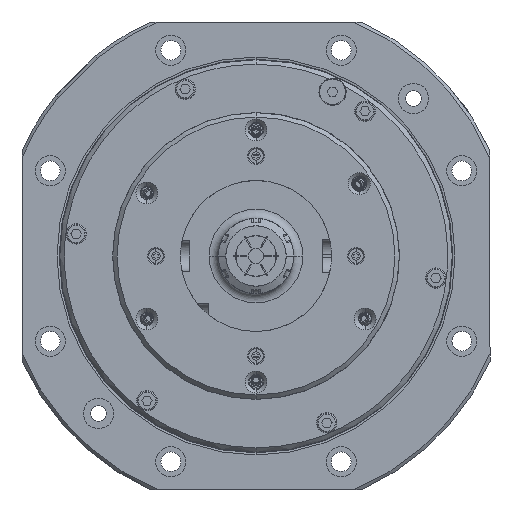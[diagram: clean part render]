
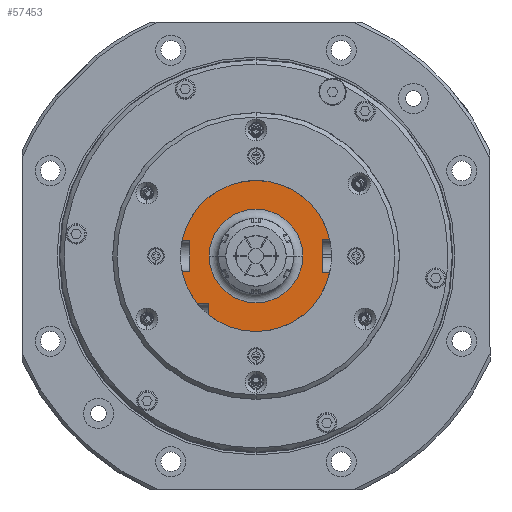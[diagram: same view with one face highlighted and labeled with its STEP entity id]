
A CAD part, left-side view. The second image highlights one B-rep face of the part: STEP entity #57453.
In plain terms, the highlighted planar face has unit normal (-1, 0, 0).
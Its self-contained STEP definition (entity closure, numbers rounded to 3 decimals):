
#281 = CARTESIAN_POINT ( 'NONE',  ( -29., 50.001, -10. ) ) ;
#298 = CIRCLE ( 'NONE', #48744, 50. ) ;
#764 = VERTEX_POINT ( 'NONE', #54162 ) ;
#1112 = EDGE_CURVE ( 'NONE', #10592, #23554, #26720, .T. ) ;
#1160 = VECTOR ( 'NONE', #4155, 1000. ) ;
#1429 = VERTEX_POINT ( 'NONE', #19741 ) ;
#1831 = CARTESIAN_POINT ( 'NONE',  ( -29., 0., 0. ) ) ;
#2901 = ORIENTED_EDGE ( 'NONE', *, *, #8725, .F. ) ;
#3730 = VERTEX_POINT ( 'NONE', #8615 ) ;
#4155 = DIRECTION ( 'NONE',  ( 0., 0., -1. ) ) ;
#5218 = LINE ( 'NONE', #5668, #1160 ) ;
#5668 = CARTESIAN_POINT ( 'NONE',  ( -29., 31.5, -42.5 ) ) ;
#7890 = LINE ( 'NONE', #8975, #25938 ) ;
#8084 = VECTOR ( 'NONE', #11326, 1000. ) ;
#8615 = CARTESIAN_POINT ( 'NONE',  ( -29., 44., 10. ) ) ;
#8725 = EDGE_CURVE ( 'NONE', #23597, #764, #59192, .T. ) ;
#8758 = AXIS2_PLACEMENT_3D ( 'NONE', #41229, #44992, #57417 ) ;
#8975 = CARTESIAN_POINT ( 'NONE',  ( -29., 44., 10. ) ) ;
#9620 = CARTESIAN_POINT ( 'NONE',  ( -29., -48.775, -11. ) ) ;
#9663 = CIRCLE ( 'NONE', #21745, 50. ) ;
#9701 = EDGE_CURVE ( 'NONE', #49046, #17034, #47220, .T. ) ;
#9726 = CARTESIAN_POINT ( 'NONE',  ( -29., 31., 0. ) ) ;
#10230 = CARTESIAN_POINT ( 'NONE',  ( -29., 50.001, -31.5 ) ) ;
#10592 = VERTEX_POINT ( 'NONE', #52366 ) ;
#10862 = ORIENTED_EDGE ( 'NONE', *, *, #52209, .F. ) ;
#11326 = DIRECTION ( 'NONE',  ( 0., -1., 0. ) ) ;
#11695 = EDGE_CURVE ( 'NONE', #1429, #23597, #298, .T. ) ;
#11713 = CARTESIAN_POINT ( 'NONE',  ( -29., -44., 11. ) ) ;
#12799 = AXIS2_PLACEMENT_3D ( 'NONE', #45899, #13777, #41255 ) ;
#13600 = DIRECTION ( 'NONE',  ( 0., -1., 0. ) ) ;
#13777 = DIRECTION ( 'NONE',  ( 1., 0., 0. ) ) ;
#14066 = CARTESIAN_POINT ( 'NONE',  ( -29., 48.99, -10. ) ) ;
#14537 = ORIENTED_EDGE ( 'NONE', *, *, #11695, .F. ) ;
#14955 = PLANE ( 'NONE',  #46500 ) ;
#15928 = CIRCLE ( 'NONE', #49304, 31. ) ;
#16303 = DIRECTION ( 'NONE',  ( 1., 0., 0. ) ) ;
#16491 = CARTESIAN_POINT ( 'NONE',  ( -29., 0., 0. ) ) ;
#16594 = EDGE_CURVE ( 'NONE', #53694, #3730, #40501, .T. ) ;
#17034 = VERTEX_POINT ( 'NONE', #23199 ) ;
#17132 = VECTOR ( 'NONE', #55713, 1000. ) ;
#17698 = DIRECTION ( 'NONE',  ( 0., -1., 0. ) ) ;
#17822 = DIRECTION ( 'NONE',  ( 0., 0., -1. ) ) ;
#19371 = VERTEX_POINT ( 'NONE', #21044 ) ;
#19608 = EDGE_CURVE ( 'NONE', #53694, #35209, #9663, .T. ) ;
#19740 = CARTESIAN_POINT ( 'NONE',  ( -29., 31.5, -31.5 ) ) ;
#19741 = CARTESIAN_POINT ( 'NONE',  ( -29., 38.83, -31.5 ) ) ;
#21044 = CARTESIAN_POINT ( 'NONE',  ( -29., -44., 11. ) ) ;
#21745 = AXIS2_PLACEMENT_3D ( 'NONE', #1831, #33967, #50526 ) ;
#22282 = DIRECTION ( 'NONE',  ( 1., 0., 0. ) ) ;
#23199 = CARTESIAN_POINT ( 'NONE',  ( -29., -44., -11. ) ) ;
#23554 = VERTEX_POINT ( 'NONE', #9726 ) ;
#23597 = VERTEX_POINT ( 'NONE', #14066 ) ;
#23628 = DIRECTION ( 'NONE',  ( 0., -1., 0. ) ) ;
#24410 = ORIENTED_EDGE ( 'NONE', *, *, #9701, .T. ) ;
#25534 = VERTEX_POINT ( 'NONE', #19740 ) ;
#25650 = CIRCLE ( 'NONE', #8758, 50. ) ;
#25884 = FACE_BOUND ( 'NONE', #54170, .T. ) ;
#25938 = VECTOR ( 'NONE', #17822, 1000. ) ;
#26720 = CIRCLE ( 'NONE', #12799, 31. ) ;
#26772 = ORIENTED_EDGE ( 'NONE', *, *, #19608, .F. ) ;
#27144 = ORIENTED_EDGE ( 'NONE', *, *, #31712, .F. ) ;
#28000 = ORIENTED_EDGE ( 'NONE', *, *, #42601, .F. ) ;
#29041 = LINE ( 'NONE', #51323, #33183 ) ;
#31038 = ORIENTED_EDGE ( 'NONE', *, *, #43953, .T. ) ;
#31712 = EDGE_CURVE ( 'NONE', #19371, #17034, #41513, .T. ) ;
#32664 = VECTOR ( 'NONE', #37104, 1000. ) ;
#33183 = VECTOR ( 'NONE', #40699, 1000. ) ;
#33967 = DIRECTION ( 'NONE',  ( 1., 0., 0. ) ) ;
#34068 = ORIENTED_EDGE ( 'NONE', *, *, #59079, .T. ) ;
#34771 = EDGE_CURVE ( 'NONE', #1429, #25534, #43267, .T. ) ;
#35209 = VERTEX_POINT ( 'NONE', #40969 ) ;
#36476 = DIRECTION ( 'NONE',  ( 1., 0., 0. ) ) ;
#37104 = DIRECTION ( 'NONE',  ( 0., -1., 0. ) ) ;
#38270 = CARTESIAN_POINT ( 'NONE',  ( -29., -50.001, -11. ) ) ;
#39887 = ORIENTED_EDGE ( 'NONE', *, *, #1112, .T. ) ;
#40501 = LINE ( 'NONE', #46893, #32664 ) ;
#40699 = DIRECTION ( 'NONE',  ( 0., 1., 0. ) ) ;
#40969 = CARTESIAN_POINT ( 'NONE',  ( -29., -48.775, 11. ) ) ;
#40991 = CARTESIAN_POINT ( 'NONE',  ( -29., 31.5, -38.83 ) ) ;
#41229 = CARTESIAN_POINT ( 'NONE',  ( -29., 0., 0. ) ) ;
#41255 = DIRECTION ( 'NONE',  ( 0., -1., 0. ) ) ;
#41513 = LINE ( 'NONE', #11713, #17132 ) ;
#42065 = DIRECTION ( 'NONE',  ( 0., 1., 0. ) ) ;
#42601 = EDGE_CURVE ( 'NONE', #35209, #19371, #29041, .T. ) ;
#43267 = LINE ( 'NONE', #10230, #8084 ) ;
#43626 = VECTOR ( 'NONE', #42065, 1000. ) ;
#43953 = EDGE_CURVE ( 'NONE', #23554, #10592, #15928, .T. ) ;
#44894 = VECTOR ( 'NONE', #23628, 1000. ) ;
#44992 = DIRECTION ( 'NONE',  ( 1., 0., 0. ) ) ;
#45114 = EDGE_CURVE ( 'NONE', #25534, #55147, #5218, .T. ) ;
#45861 = EDGE_LOOP ( 'NONE', ( #14537, #58649, #47176, #10862, #24410, #27144, #28000, #26772, #47806, #34068, #2901 ) ) ;
#45899 = CARTESIAN_POINT ( 'NONE',  ( -29., 0., 0. ) ) ;
#46500 = AXIS2_PLACEMENT_3D ( 'NONE', #49918, #36476, #13600 ) ;
#46893 = CARTESIAN_POINT ( 'NONE',  ( -29., 50.001, 10. ) ) ;
#47176 = ORIENTED_EDGE ( 'NONE', *, *, #45114, .T. ) ;
#47220 = LINE ( 'NONE', #38270, #43626 ) ;
#47806 = ORIENTED_EDGE ( 'NONE', *, *, #16594, .T. ) ;
#48031 = CARTESIAN_POINT ( 'NONE',  ( -29., 48.99, 10. ) ) ;
#48744 = AXIS2_PLACEMENT_3D ( 'NONE', #16491, #16303, #17698 ) ;
#49046 = VERTEX_POINT ( 'NONE', #9620 ) ;
#49304 = AXIS2_PLACEMENT_3D ( 'NONE', #54387, #22282, #49750 ) ;
#49750 = DIRECTION ( 'NONE',  ( 0., -1., 0. ) ) ;
#49918 = CARTESIAN_POINT ( 'NONE',  ( -29., 0., -50. ) ) ;
#50526 = DIRECTION ( 'NONE',  ( 0., -1., 0. ) ) ;
#51323 = CARTESIAN_POINT ( 'NONE',  ( -29., -50.001, 11. ) ) ;
#52209 = EDGE_CURVE ( 'NONE', #49046, #55147, #25650, .T. ) ;
#52366 = CARTESIAN_POINT ( 'NONE',  ( -29., -31., 0. ) ) ;
#53694 = VERTEX_POINT ( 'NONE', #48031 ) ;
#54162 = CARTESIAN_POINT ( 'NONE',  ( -29., 44., -10. ) ) ;
#54170 = EDGE_LOOP ( 'NONE', ( #39887, #31038 ) ) ;
#54387 = CARTESIAN_POINT ( 'NONE',  ( -29., 0., 0. ) ) ;
#55147 = VERTEX_POINT ( 'NONE', #40991 ) ;
#55713 = DIRECTION ( 'NONE',  ( 0., 0., -1. ) ) ;
#57417 = DIRECTION ( 'NONE',  ( 0., -1., 0. ) ) ;
#57453 = ADVANCED_FACE ( 'NONE', ( #25884, #59332 ), #14955, .F. ) ;
#58649 = ORIENTED_EDGE ( 'NONE', *, *, #34771, .T. ) ;
#59079 = EDGE_CURVE ( 'NONE', #3730, #764, #7890, .T. ) ;
#59192 = LINE ( 'NONE', #281, #44894 ) ;
#59332 = FACE_OUTER_BOUND ( 'NONE', #45861, .T. ) ;
